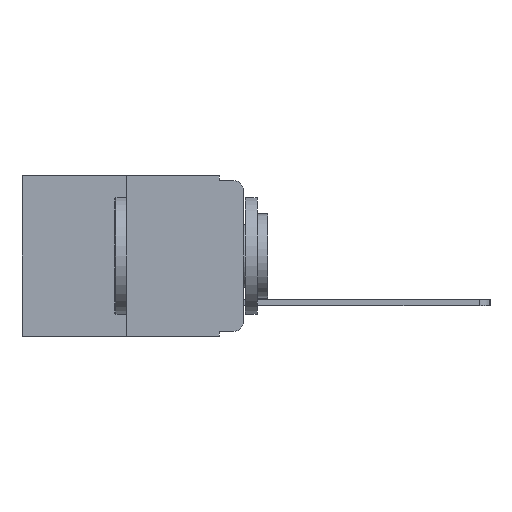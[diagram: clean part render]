
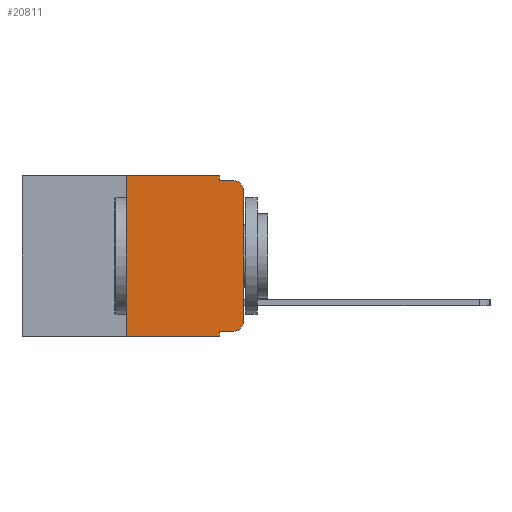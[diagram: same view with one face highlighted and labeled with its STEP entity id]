
A CAD part, left-side view. The second image highlights one B-rep face of the part: STEP entity #20811.
In plain terms, the highlighted planar face has unit normal (-1, 0, 0).
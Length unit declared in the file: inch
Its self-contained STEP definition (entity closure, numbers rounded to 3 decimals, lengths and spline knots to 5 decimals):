
#23 = VERTEX_POINT ( 'NONE', #18103 ) ;
#253 = DIRECTION ( 'NONE',  ( 0., -1., 0. ) ) ;
#656 = EDGE_CURVE ( 'NONE', #23, #13072, #2231, .T. ) ;
#1396 = DIRECTION ( 'NONE',  ( 1., 0., 0. ) ) ;
#1746 = DIRECTION ( 'NONE',  ( 0., 0., -1. ) ) ;
#2058 = CARTESIAN_POINT ( 'NONE',  ( 0., 0.051, -0.343 ) ) ;
#2231 = LINE ( 'NONE', #4957, #8052 ) ;
#2501 = DIRECTION ( 'NONE',  ( 0., -1., 0. ) ) ;
#2884 = FACE_OUTER_BOUND ( 'NONE', #3190, .T. ) ;
#2970 = LINE ( 'NONE', #18220, #7550 ) ;
#3031 = DIRECTION ( 'NONE',  ( -1., 0., 0. ) ) ;
#3121 = DIRECTION ( 'NONE',  ( 0., 0., -1. ) ) ;
#3190 = EDGE_LOOP ( 'NONE', ( #20543, #18799, #18694, #24653, #7846, #4371, #4703, #23441, #16316, #6727 ) ) ;
#3949 = VECTOR ( 'NONE', #253, 39.37008 ) ;
#4364 = VERTEX_POINT ( 'NONE', #2058 ) ;
#4371 = ORIENTED_EDGE ( 'NONE', *, *, #656, .F. ) ;
#4477 = EDGE_CURVE ( 'NONE', #19323, #4364, #18366, .T. ) ;
#4556 = CARTESIAN_POINT ( 'NONE',  ( 0., 0.02, -0.01 ) ) ;
#4703 = ORIENTED_EDGE ( 'NONE', *, *, #13210, .T. ) ;
#4757 = DIRECTION ( 'NONE',  ( 0., 0., -1. ) ) ;
#4957 = CARTESIAN_POINT ( 'NONE',  ( 0., 0.25, 0. ) ) ;
#5501 = VERTEX_POINT ( 'NONE', #6078 ) ;
#6078 = CARTESIAN_POINT ( 'NONE',  ( 0., 0.051, -0.01 ) ) ;
#6696 = VERTEX_POINT ( 'NONE', #4556 ) ;
#6725 = DIRECTION ( 'NONE',  ( 0., 0., 1. ) ) ;
#6727 = ORIENTED_EDGE ( 'NONE', *, *, #18973, .T. ) ;
#7091 = CIRCLE ( 'NONE', #8456, 0.02 ) ;
#7381 = CARTESIAN_POINT ( 'NONE',  ( 0., 0.25, 0. ) ) ;
#7550 = VECTOR ( 'NONE', #6725, 39.37008 ) ;
#7846 = ORIENTED_EDGE ( 'NONE', *, *, #24545, .F. ) ;
#8052 = VECTOR ( 'NONE', #18395, 39.37008 ) ;
#8456 = AXIS2_PLACEMENT_3D ( 'NONE', #14597, #3031, #16504 ) ;
#8493 = LINE ( 'NONE', #23429, #3949 ) ;
#8734 = VERTEX_POINT ( 'NONE', #11205 ) ;
#10370 = AXIS2_PLACEMENT_3D ( 'NONE', #13056, #1396, #14983 ) ;
#10998 = CARTESIAN_POINT ( 'NONE',  ( 0., 0.051, 0. ) ) ;
#11205 = CARTESIAN_POINT ( 'NONE',  ( 0., 0., -0.313 ) ) ;
#12451 = CARTESIAN_POINT ( 'NONE',  ( 0., 0.051, -0.333 ) ) ;
#12544 = VECTOR ( 'NONE', #2501, 39.37008 ) ;
#12977 = EDGE_CURVE ( 'NONE', #14951, #5501, #21491, .T. ) ;
#13056 = CARTESIAN_POINT ( 'NONE',  ( 0., 0.473, 0. ) ) ;
#13072 = VERTEX_POINT ( 'NONE', #7381 ) ;
#13165 = LINE ( 'NONE', #15932, #12544 ) ;
#13210 = EDGE_CURVE ( 'NONE', #23, #4364, #15481, .T. ) ;
#13401 = DIRECTION ( 'NONE',  ( -1., 0., 0. ) ) ;
#13586 = DIRECTION ( 'NONE',  ( 0., -1., 0. ) ) ;
#14597 = CARTESIAN_POINT ( 'NONE',  ( 0., 0.02, -0.03 ) ) ;
#14632 = EDGE_CURVE ( 'NONE', #19323, #20131, #8493, .T. ) ;
#14951 = VERTEX_POINT ( 'NONE', #10998 ) ;
#14983 = DIRECTION ( 'NONE',  ( 0., 0., -1. ) ) ;
#15481 = LINE ( 'NONE', #23144, #19999 ) ;
#15932 = CARTESIAN_POINT ( 'NONE',  ( 0., 0.051, -0.01 ) ) ;
#16316 = ORIENTED_EDGE ( 'NONE', *, *, #14632, .T. ) ;
#16382 = VECTOR ( 'NONE', #3121, 39.37008 ) ;
#16504 = DIRECTION ( 'NONE',  ( 0., 0., -1. ) ) ;
#16822 = VERTEX_POINT ( 'NONE', #20643 ) ;
#17169 = VECTOR ( 'NONE', #4757, 39.37008 ) ;
#17743 = LINE ( 'NONE', #20177, #22256 ) ;
#18103 = CARTESIAN_POINT ( 'NONE',  ( 0., 0.25, -0.343 ) ) ;
#18106 = EDGE_CURVE ( 'NONE', #5501, #6696, #13165, .T. ) ;
#18220 = CARTESIAN_POINT ( 'NONE',  ( 0., 0., 0. ) ) ;
#18366 = LINE ( 'NONE', #20166, #17169 ) ;
#18395 = DIRECTION ( 'NONE',  ( 0., 0., 1. ) ) ;
#18527 = CARTESIAN_POINT ( 'NONE',  ( 0., 0.051, 0. ) ) ;
#18694 = ORIENTED_EDGE ( 'NONE', *, *, #18106, .F. ) ;
#18799 = ORIENTED_EDGE ( 'NONE', *, *, #21973, .T. ) ;
#18969 = CIRCLE ( 'NONE', #23667, 0.02 ) ;
#18973 = EDGE_CURVE ( 'NONE', #20131, #8734, #18969, .T. ) ;
#19323 = VERTEX_POINT ( 'NONE', #12451 ) ;
#19999 = VECTOR ( 'NONE', #13586, 39.37008 ) ;
#20062 = CARTESIAN_POINT ( 'NONE',  ( 0., 0.02, -0.333 ) ) ;
#20131 = VERTEX_POINT ( 'NONE', #20062 ) ;
#20166 = CARTESIAN_POINT ( 'NONE',  ( 0., 0.051, 0. ) ) ;
#20177 = CARTESIAN_POINT ( 'NONE',  ( 0., 0.473, 0. ) ) ;
#20543 = ORIENTED_EDGE ( 'NONE', *, *, #24536, .T. ) ;
#20643 = CARTESIAN_POINT ( 'NONE',  ( 0., 0., -0.03 ) ) ;
#20811 = ADVANCED_FACE ( 'NONE', ( #2884 ), #24531, .F. ) ;
#21491 = LINE ( 'NONE', #18527, #16382 ) ;
#21973 = EDGE_CURVE ( 'NONE', #16822, #6696, #7091, .T. ) ;
#22082 = DIRECTION ( 'NONE',  ( 0., -1., 0. ) ) ;
#22256 = VECTOR ( 'NONE', #22082, 39.37008 ) ;
#23144 = CARTESIAN_POINT ( 'NONE',  ( 0., 0.473, -0.343 ) ) ;
#23429 = CARTESIAN_POINT ( 'NONE',  ( 0., 0.051, -0.333 ) ) ;
#23441 = ORIENTED_EDGE ( 'NONE', *, *, #4477, .F. ) ;
#23667 = AXIS2_PLACEMENT_3D ( 'NONE', #24874, #13401, #1746 ) ;
#24531 = PLANE ( 'NONE',  #10370 ) ;
#24536 = EDGE_CURVE ( 'NONE', #8734, #16822, #2970, .T. ) ;
#24545 = EDGE_CURVE ( 'NONE', #13072, #14951, #17743, .T. ) ;
#24653 = ORIENTED_EDGE ( 'NONE', *, *, #12977, .F. ) ;
#24874 = CARTESIAN_POINT ( 'NONE',  ( 0., 0.02, -0.313 ) ) ;
